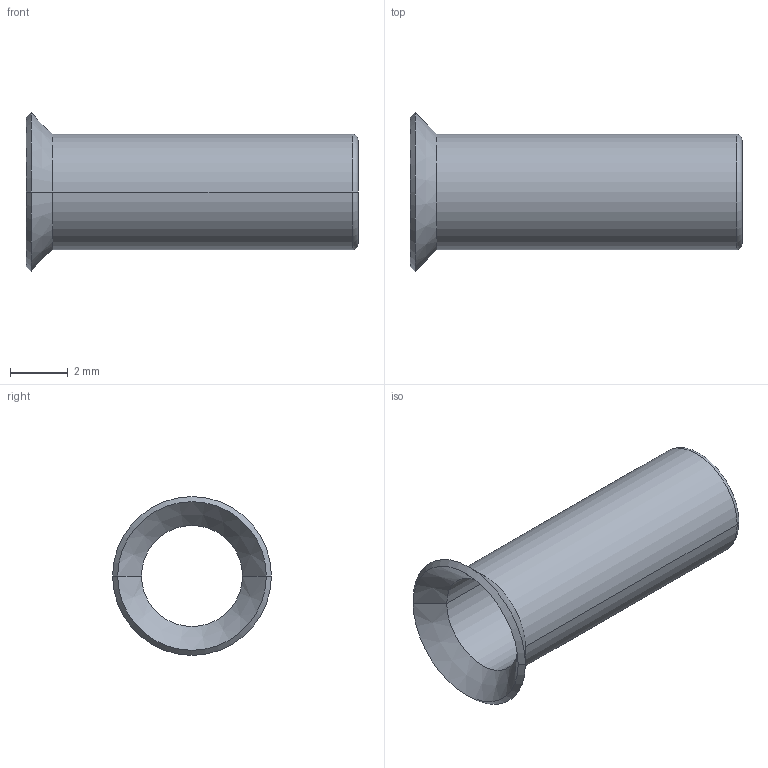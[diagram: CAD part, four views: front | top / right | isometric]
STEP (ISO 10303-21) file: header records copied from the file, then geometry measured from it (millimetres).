
FILE_DESCRIPTION(('STEP AP214'),'1');
FILE_NAME('1827_06_00.stp','2016-07-07T14:25:07',('TraceParts'),('TraceParts S.A.'),'Spatial InterOp 3D',' ',' ');
FILE_SCHEMA(('automotive_design'));
Length unit declared in the file: millimetre
Products named in the file (1): 1827-06-00
Bounding box: 11.5 x 5.5 x 5.5 mm (x, y, z)
Volume: 35.1 mm3; surface area: 287.9 mm2
Topology: 1 solids, 1 shells, 13 faces, 26 edges, 14 vertices
Faces by surface type: cone 6, cylinder 4, torus 2, plane 1
Entity records: 355 total; most frequent: DIRECTION 70, CARTESIAN_POINT 54, ORIENTED_EDGE 52, AXIS2_PLACEMENT_3D 30, EDGE_CURVE 26, CIRCLE 16, EDGE_LOOP 14, VERTEX_POINT 14
